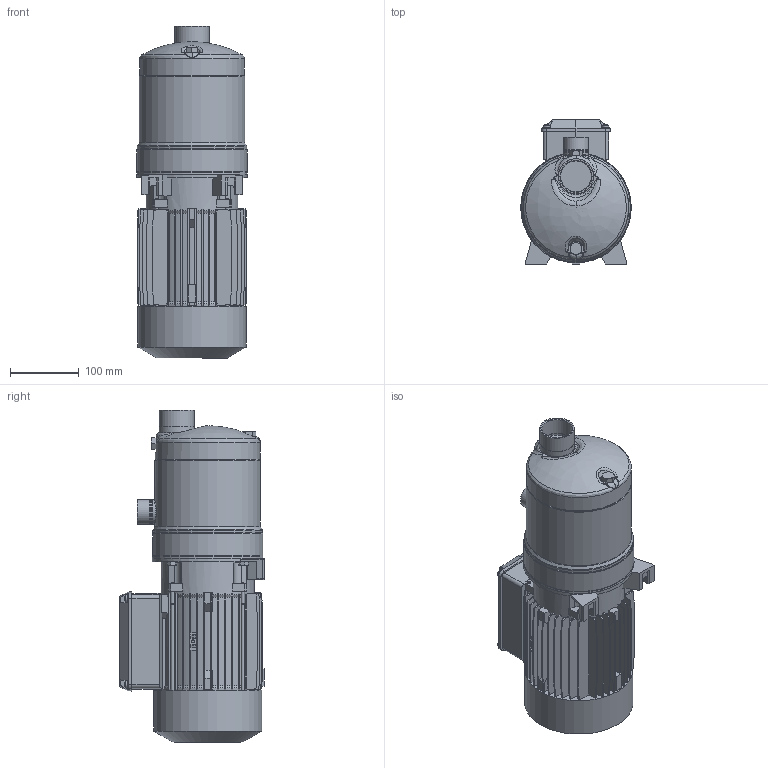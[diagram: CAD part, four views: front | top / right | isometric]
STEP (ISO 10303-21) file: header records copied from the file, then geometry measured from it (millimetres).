
FILE_DESCRIPTION(('STEP AP203'),'2;1');
FILE_NAME('MXH 804.stp','2012-04-10T10:39:06',(''),(''),'2011.1.113','THINKDESIGN','');
FILE_SCHEMA(('CONFIG_CONTROL_DESIGN'));
Length unit declared in the file: millimetre
Bounding box: 160.52 x 209.5 x 482 mm (x, y, z)
Volume: 8175222.7 mm3; surface area: 580771.2 mm2
Topology: 1 solids, 1 shells, 1023 faces, 2871 edges, 1901 vertices
Faces by surface type: plane 719, bspline 187, cylinder 117
Full cylindrical faces by diameter (mm): 4.36 x4, 5 x4, 10 x4, 30.7 x1, 35.5 x1, 35.8 x2, 36 x1, 44.8 x1, 46 x1, 50.8 x2, 135 x2, 152.4 x1, 153 x1, 157 x1, 159 x1, 160 x1
Entity records: 40895 total; most frequent: CARTESIAN_POINT 15123, ORIENTED_EDGE 5724, DIRECTION 4829, EDGE_CURVE 2862, VECTOR 1933, LINE 1933, VERTEX_POINT 1901, AXIS2_PLACEMENT_3D 1448
